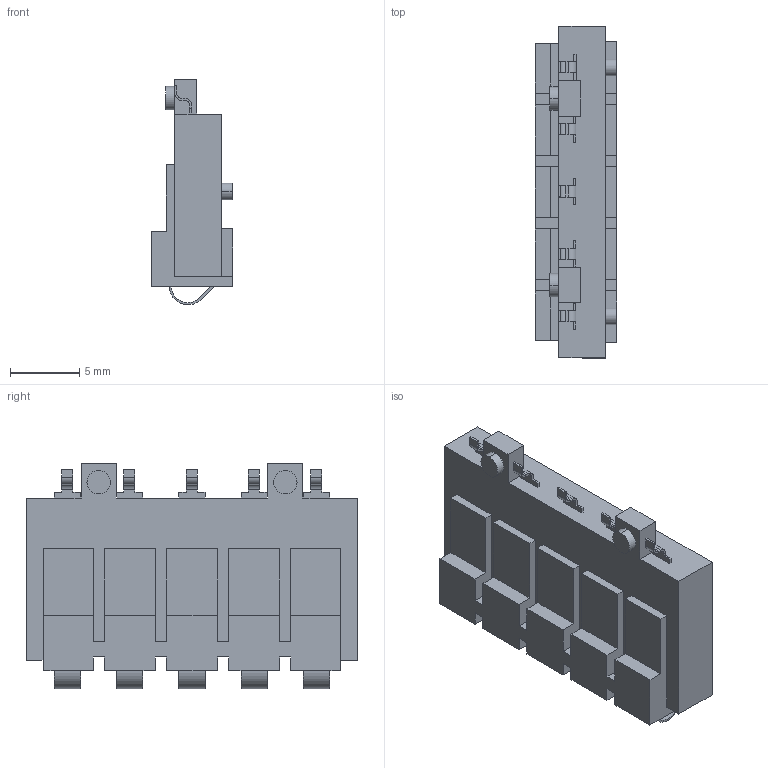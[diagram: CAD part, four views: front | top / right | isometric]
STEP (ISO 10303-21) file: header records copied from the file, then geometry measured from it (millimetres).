
FILE_DESCRIPTION(('CATIA V5 STEP Exchange','CAx-IF Rec.Pracs.--- Model Styling and Organization---1.4--- 2014-01-23'),'2;1');
FILE_NAME ('12062984_3', '2018-11-16T09:14:56+00:00', ('none'), ('Weidmueller'), 'CATIA Version 5-6 Release 2016 SP3 HF44', 'CATIA V5 STEP AP214', 'none');
FILE_SCHEMA(('AUTOMOTIVE_DESIGN { 1 0 10303 214 1 1 1 1 }'));
Length unit declared in the file: millimetre
Products named in the file (1): 1155840000
Bounding box: 5.9 x 24 x 16.31 mm (x, y, z)
Volume: 1251 mm3; surface area: 1341.7 mm2
Topology: 11 solids, 11 shells, 279 faces, 828 edges, 580 vertices
Faces by surface type: plane 231, cylinder 48
Entity records: 9176 total; most frequent: ORIENTED_EDGE 1656, CARTESIAN_POINT 1610, DIRECTION 1230, EDGE_CURVE 828, VECTOR 732, LINE 732, VERTEX_POINT 580, AXIS2_PLACEMENT_3D 298
